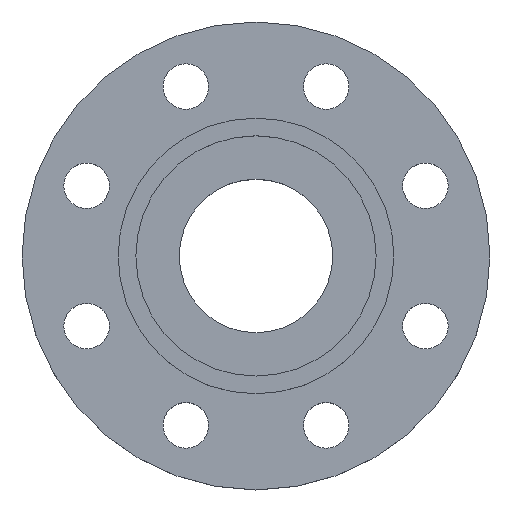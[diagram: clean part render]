
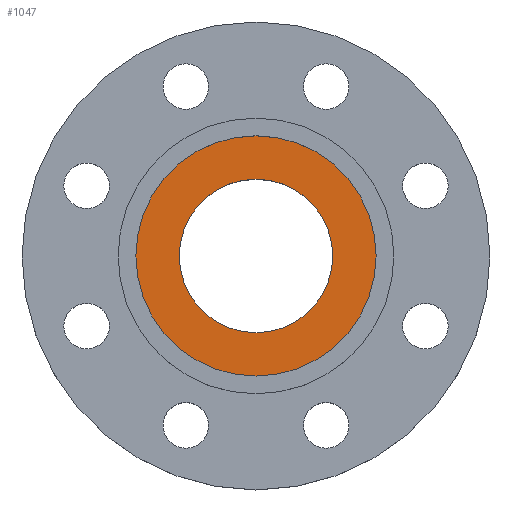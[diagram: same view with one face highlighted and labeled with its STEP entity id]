
A CAD part, top view. The second image highlights one B-rep face of the part: STEP entity #1047.
In plain terms, the highlighted planar face has unit normal (0, 0, 1).
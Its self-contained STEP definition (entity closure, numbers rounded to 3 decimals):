
#79 = DIRECTION ( 'NONE',  ( 1., 0., 0. ) ) ;
#80 = DIRECTION ( 'NONE',  ( 0., 0., 1. ) ) ;
#81 = CARTESIAN_POINT ( 'NONE',  ( 47.5, 0., -4.5 ) ) ;
#83 = PLANE ( 'NONE',  #945 ) ;
#85 = FACE_OUTER_BOUND ( 'NONE', #681, .T. ) ;
#87 = FACE_BOUND ( 'NONE', #694, .T. ) ;
#89 = DIRECTION ( 'NONE',  ( 1., 0., 0. ) ) ;
#91 = DIRECTION ( 'NONE',  ( 0., 0., 1. ) ) ;
#96 = CARTESIAN_POINT ( 'NONE',  ( 0., 0., -4.5 ) ) ;
#140 = CARTESIAN_POINT ( 'NONE',  ( 47.5, 0., -4.5 ) ) ;
#197 = CARTESIAN_POINT ( 'NONE',  ( -47.5, 0., -4.5 ) ) ;
#250 = CARTESIAN_POINT ( 'NONE',  ( -30.335, 0., -4.5 ) ) ;
#266 = CARTESIAN_POINT ( 'NONE',  ( 30.335, 0., -4.5 ) ) ;
#291 = EDGE_CURVE ( 'NONE', #965, #891, #416, .T. ) ;
#300 = EDGE_CURVE ( 'NONE', #891, #965, #432, .T. ) ;
#402 = DIRECTION ( 'NONE',  ( 1., 0., 0. ) ) ;
#403 = DIRECTION ( 'NONE',  ( 0., 0., 1. ) ) ;
#405 = CARTESIAN_POINT ( 'NONE',  ( 0., 0., -4.5 ) ) ;
#416 = CIRCLE ( 'NONE', #417, 47.5 ) ;
#417 = AXIS2_PLACEMENT_3D ( 'NONE', #533, #531, #530 ) ;
#432 = CIRCLE ( 'NONE', #433, 47.5 ) ;
#433 = AXIS2_PLACEMENT_3D ( 'NONE', #525, #523, #522 ) ;
#522 = DIRECTION ( 'NONE',  ( -1., 0., 0. ) ) ;
#523 = DIRECTION ( 'NONE',  ( 0., 0., -1. ) ) ;
#525 = CARTESIAN_POINT ( 'NONE',  ( 0., 0., -4.5 ) ) ;
#530 = DIRECTION ( 'NONE',  ( -1., 0., 0. ) ) ;
#531 = DIRECTION ( 'NONE',  ( 0., 0., -1. ) ) ;
#533 = CARTESIAN_POINT ( 'NONE',  ( 0., 0., -4.5 ) ) ;
#534 = EDGE_CURVE ( 'NONE', #784, #803, #685, .T. ) ;
#580 = AXIS2_PLACEMENT_3D ( 'NONE', #96, #91, #89 ) ;
#601 = CIRCLE ( 'NONE', #580, 30.335 ) ;
#681 = EDGE_LOOP ( 'NONE', ( #831, #834 ) ) ;
#685 = CIRCLE ( 'NONE', #687, 30.335 ) ;
#687 = AXIS2_PLACEMENT_3D ( 'NONE', #405, #403, #402 ) ;
#694 = EDGE_LOOP ( 'NONE', ( #826, #827 ) ) ;
#784 = VERTEX_POINT ( 'NONE', #266 ) ;
#803 = VERTEX_POINT ( 'NONE', #250 ) ;
#826 = ORIENTED_EDGE ( 'NONE', *, *, #534, .F. ) ;
#827 = ORIENTED_EDGE ( 'NONE', *, *, #1034, .F. ) ;
#831 = ORIENTED_EDGE ( 'NONE', *, *, #300, .F. ) ;
#834 = ORIENTED_EDGE ( 'NONE', *, *, #291, .F. ) ;
#891 = VERTEX_POINT ( 'NONE', #197 ) ;
#945 = AXIS2_PLACEMENT_3D ( 'NONE', #81, #80, #79 ) ;
#965 = VERTEX_POINT ( 'NONE', #140 ) ;
#1034 = EDGE_CURVE ( 'NONE', #803, #784, #601, .T. ) ;
#1047 = ADVANCED_FACE ( 'NONE', ( #87, #85 ), #83, .T. ) ;
